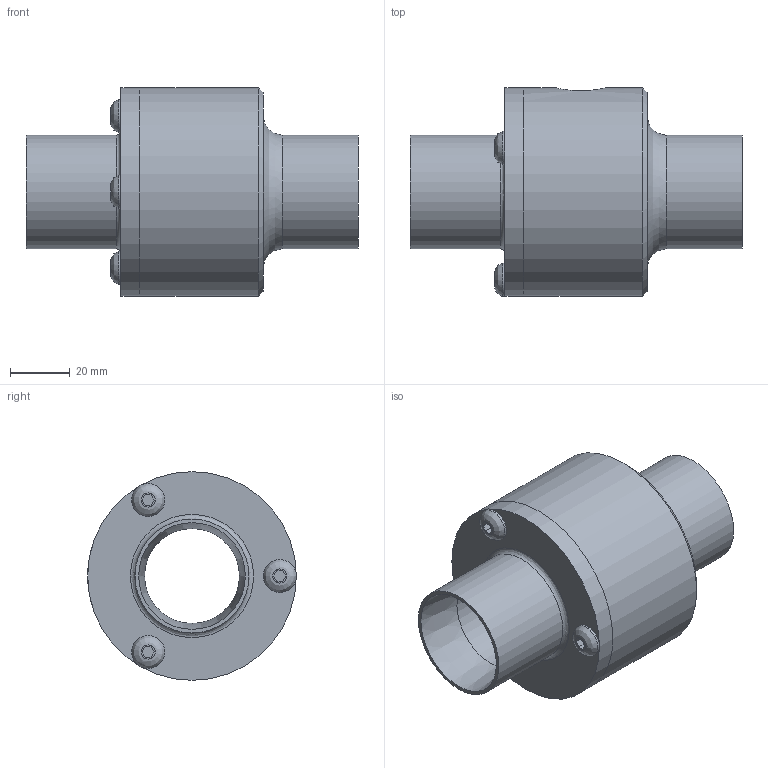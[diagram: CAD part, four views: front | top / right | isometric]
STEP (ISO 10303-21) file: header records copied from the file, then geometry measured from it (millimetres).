
FILE_DESCRIPTION((''),'2;1');
FILE_NAME('6083-3D.stp','2009-04-28T11:21:37',('Dan Preston'),(''),'Autodesk Inventor 2009','Autodesk Inventor 2009','');
FILE_SCHEMA(('AUTOMOTIVE_DESIGN { 1 0 10303 214 1 1 1 1 }'));
Length unit declared in the file: inch
Products named in the file (6): 6063-3D; 6063-3D1; 6063-3D2; 6063-3D3; 6063-3D4; 6063-3D5
Assembly tree (5 placements, depth 2):
  6063-3D
    6063-3D1
    6063-3D2
    6063-3D3
    6063-3D4
    6063-3D5
Bounding box: 111.12 x 69.85 x 69.85 mm (x, y, z)
Volume: 161604.1 mm3; surface area: 45694.5 mm2
Topology: 5 solids, 5 shells, 84 faces, 172 edges, 110 vertices
Faces by surface type: bspline 44, cylinder 18, plane 12, cone 9, torus 1
Full cylindrical faces by diameter (mm): 5.156 x3, 6.35 x3, 7.137 x3, 15.082 x1, 31.75 x2, 38.1 x2, 48.26 x2, 69.85 x2
Entity records: 2517 total; most frequent: CARTESIAN_POINT 862, DIRECTION 280, ORIENTED_EDGE 244, EDGE_LOOP 150, EDGE_CURVE 122, AXIS2_PLACEMENT_3D 113, VERTEX_POINT 102, FACE_OUTER_BOUND 84
